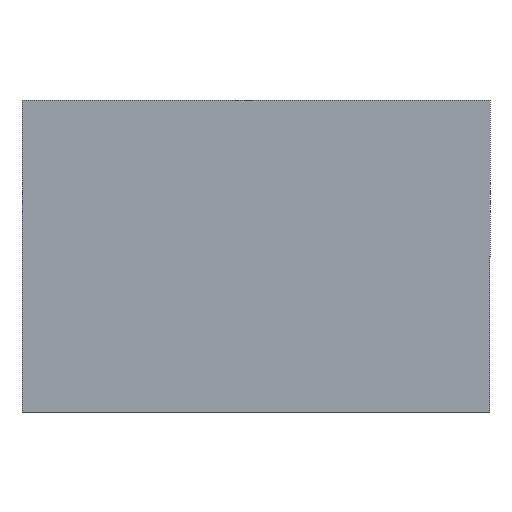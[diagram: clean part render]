
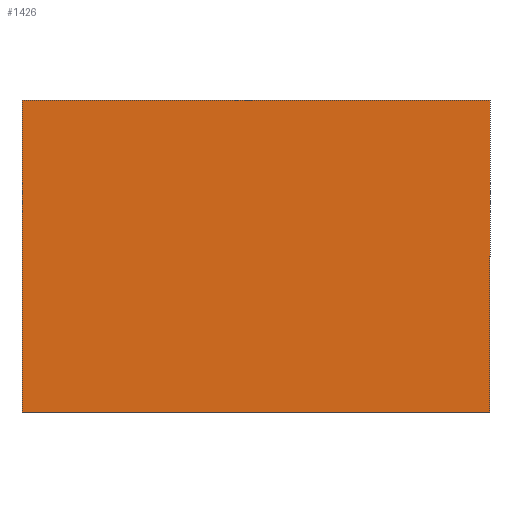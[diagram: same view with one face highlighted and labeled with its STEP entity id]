
A CAD part, front view. The second image highlights one B-rep face of the part: STEP entity #1426.
In plain terms, the highlighted planar face has unit normal (0, -1, 0).
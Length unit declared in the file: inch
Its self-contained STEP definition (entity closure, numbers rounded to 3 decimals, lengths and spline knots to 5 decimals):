
#94 = VECTOR ( 'NONE', #7242, 39.37008 ) ;
#320 = EDGE_CURVE ( 'NONE', #5995, #2192, #7790, .T. ) ;
#695 = VERTEX_POINT ( 'NONE', #4039 ) ;
#1426 = ADVANCED_FACE ( 'NONE', ( #2889 ), #6710, .F. ) ;
#1444 = EDGE_CURVE ( 'NONE', #2192, #695, #5497, .T. ) ;
#2192 = VERTEX_POINT ( 'NONE', #5332 ) ;
#2221 = CARTESIAN_POINT ( 'NONE',  ( -4.72441, 0., -3.14961 ) ) ;
#2240 = EDGE_CURVE ( 'NONE', #695, #7932, #6625, .T. ) ;
#2413 = EDGE_CURVE ( 'NONE', #7932, #5995, #2868, .T. ) ;
#2604 = VECTOR ( 'NONE', #4702, 39.37008 ) ;
#2830 = DIRECTION ( 'NONE',  ( -1., 0., 0. ) ) ;
#2868 = LINE ( 'NONE', #4782, #3287 ) ;
#2889 = FACE_OUTER_BOUND ( 'NONE', #7581, .T. ) ;
#2942 = AXIS2_PLACEMENT_3D ( 'NONE', #7808, #6032, #6670 ) ;
#3287 = VECTOR ( 'NONE', #2830, 39.37008 ) ;
#3640 = ORIENTED_EDGE ( 'NONE', *, *, #2240, .F. ) ;
#3740 = ORIENTED_EDGE ( 'NONE', *, *, #320, .F. ) ;
#4039 = CARTESIAN_POINT ( 'NONE',  ( 4.72441, 0., 3.14961 ) ) ;
#4446 = CARTESIAN_POINT ( 'NONE',  ( -4.72441, 0., -3.14961 ) ) ;
#4470 = VECTOR ( 'NONE', #7202, 39.37008 ) ;
#4702 = DIRECTION ( 'NONE',  ( 0., 0., 1. ) ) ;
#4782 = CARTESIAN_POINT ( 'NONE',  ( -4.72441, 0., -3.14961 ) ) ;
#4999 = CARTESIAN_POINT ( 'NONE',  ( 4.72441, 0., -3.14961 ) ) ;
#5332 = CARTESIAN_POINT ( 'NONE',  ( -4.72441, 0., 3.14961 ) ) ;
#5376 = CARTESIAN_POINT ( 'NONE',  ( -4.72441, 0., 3.14961 ) ) ;
#5497 = LINE ( 'NONE', #5376, #94 ) ;
#5995 = VERTEX_POINT ( 'NONE', #4446 ) ;
#6032 = DIRECTION ( 'NONE',  ( 0., 1., 0. ) ) ;
#6625 = LINE ( 'NONE', #7805, #4470 ) ;
#6670 = DIRECTION ( 'NONE',  ( 0., 0., 1. ) ) ;
#6710 = PLANE ( 'NONE',  #2942 ) ;
#6858 = ORIENTED_EDGE ( 'NONE', *, *, #1444, .F. ) ;
#7202 = DIRECTION ( 'NONE',  ( 0., 0., -1. ) ) ;
#7242 = DIRECTION ( 'NONE',  ( 1., 0., 0. ) ) ;
#7567 = ORIENTED_EDGE ( 'NONE', *, *, #2413, .F. ) ;
#7581 = EDGE_LOOP ( 'NONE', ( #3640, #6858, #3740, #7567 ) ) ;
#7790 = LINE ( 'NONE', #2221, #2604 ) ;
#7805 = CARTESIAN_POINT ( 'NONE',  ( 4.72441, 0., -3.14961 ) ) ;
#7808 = CARTESIAN_POINT ( 'NONE',  ( 0., 0., 0. ) ) ;
#7932 = VERTEX_POINT ( 'NONE', #4999 ) ;
